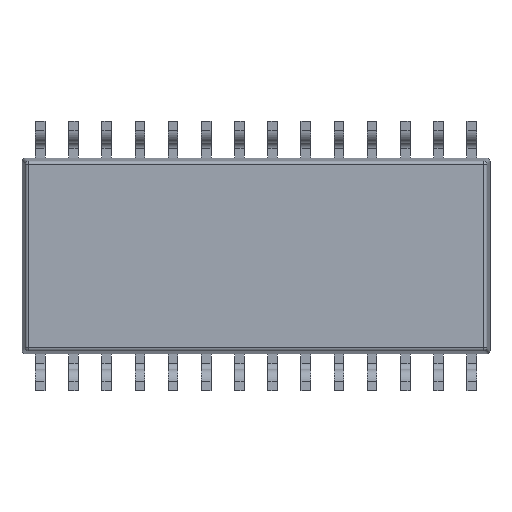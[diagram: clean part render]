
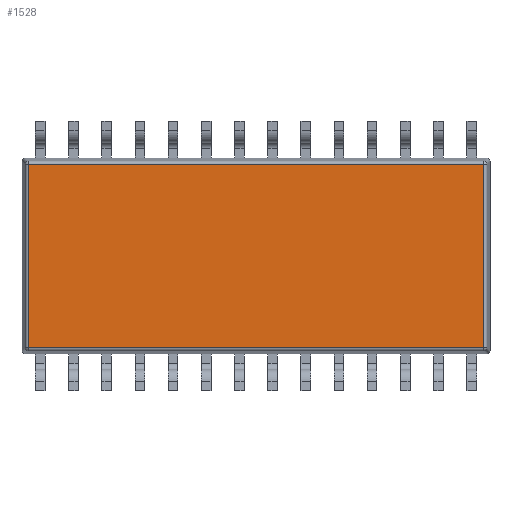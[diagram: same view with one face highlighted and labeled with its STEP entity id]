
A CAD part, front view. The second image highlights one B-rep face of the part: STEP entity #1528.
In plain terms, the highlighted planar face has unit normal (0, -1, 0).
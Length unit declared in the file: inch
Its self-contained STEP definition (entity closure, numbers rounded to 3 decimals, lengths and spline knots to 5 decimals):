
#594=DIRECTION('',(0.,0.,1.));
#595=VECTOR('',#594,0.27584);
#596=CARTESIAN_POINT('',(0.34292,-0.05,-0.13792));
#597=LINE('',#596,#595);
#624=DIRECTION('',(1.,0.,0.));
#625=VECTOR('',#624,0.68584);
#626=CARTESIAN_POINT('',(-0.34292,-0.05,-0.13792));
#627=LINE('',#626,#625);
#712=DIRECTION('',(0.,0.,-1.));
#713=VECTOR('',#712,0.27584);
#714=CARTESIAN_POINT('',(-0.34292,-0.05,0.13792));
#715=LINE('',#714,#713);
#771=DIRECTION('',(-1.,0.,0.));
#772=VECTOR('',#771,0.68584);
#773=CARTESIAN_POINT('',(0.34292,-0.05,0.13792));
#774=LINE('',#773,#772);
#967=CARTESIAN_POINT('',(-0.34292,-0.05,-0.13792));
#968=CARTESIAN_POINT('',(0.34292,-0.05,-0.13792));
#969=VERTEX_POINT('',#967);
#970=VERTEX_POINT('',#968);
#977=CARTESIAN_POINT('',(0.34292,-0.05,0.13792));
#978=VERTEX_POINT('',#977);
#983=CARTESIAN_POINT('',(-0.34292,-0.05,0.13792));
#984=VERTEX_POINT('',#983);
#1514=CARTESIAN_POINT('',(0.,-0.05,0.));
#1515=DIRECTION('',(0.,-1.,0.));
#1516=DIRECTION('',(-1.,0.,0.));
#1517=AXIS2_PLACEMENT_3D('',#1514,#1515,#1516);
#1518=PLANE('',#1517);
#1520=ORIENTED_EDGE('',*,*,#1519,.F.);
#1522=ORIENTED_EDGE('',*,*,#1521,.F.);
#1524=ORIENTED_EDGE('',*,*,#1523,.F.);
#1525=ORIENTED_EDGE('',*,*,#1504,.F.);
#1526=EDGE_LOOP('',(#1520,#1522,#1524,#1525));
#1527=FACE_OUTER_BOUND('',#1526,.F.);
#1528=ADVANCED_FACE('',(#1527),#1518,.T.);
#1504=EDGE_CURVE('',#970,#978,#597,.T.);
#1519=EDGE_CURVE('',#969,#970,#627,.T.);
#1521=EDGE_CURVE('',#984,#969,#715,.T.);
#1523=EDGE_CURVE('',#978,#984,#774,.T.);
